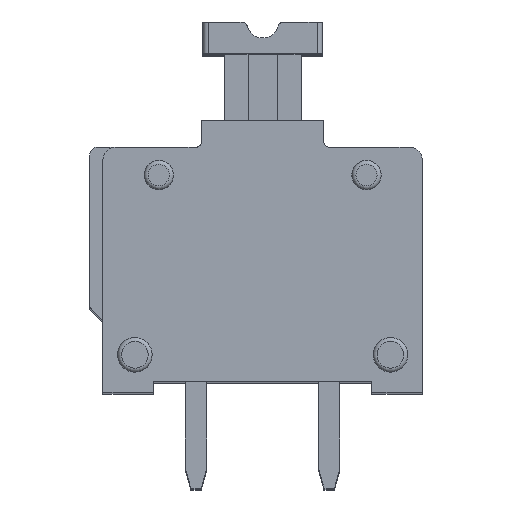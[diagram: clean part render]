
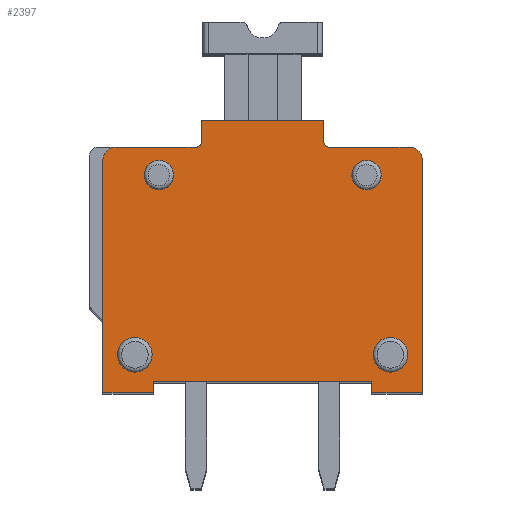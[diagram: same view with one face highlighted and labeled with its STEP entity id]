
A CAD part, top view. The second image highlights one B-rep face of the part: STEP entity #2397.
In plain terms, the highlighted planar face has unit normal (0, 0, 1).
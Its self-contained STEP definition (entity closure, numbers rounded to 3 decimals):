
#2397 = ADVANCED_FACE( '', ( #4922, #4923, #4924, #4925, #4926 ), #4927, .T. );
#4922 = FACE_OUTER_BOUND( '', #7526, .T. );
#4923 = FACE_BOUND( '', #7527, .T. );
#4924 = FACE_BOUND( '', #7528, .T. );
#4925 = FACE_BOUND( '', #7529, .T. );
#4926 = FACE_BOUND( '', #7530, .T. );
#4927 = PLANE( '', #7531 );
#7526 = EDGE_LOOP( '', ( #14725, #14726, #14727, #14728, #14729, #14730, #14731, #14732, #14733, #14734, #14735, #14736, #14737, #14738, #14739, #14740 ) );
#7527 = EDGE_LOOP( '', ( #14741 ) );
#7528 = EDGE_LOOP( '', ( #14742 ) );
#7529 = EDGE_LOOP( '', ( #14743 ) );
#7530 = EDGE_LOOP( '', ( #14744 ) );
#7531 = AXIS2_PLACEMENT_3D( '', #14745, #14746, #14747 );
#14725 = ORIENTED_EDGE( '', *, *, #17177, .T. );
#14726 = ORIENTED_EDGE( '', *, *, #18472, .T. );
#14727 = ORIENTED_EDGE( '', *, *, #16328, .F. );
#14728 = ORIENTED_EDGE( '', *, *, #18386, .F. );
#14729 = ORIENTED_EDGE( '', *, *, #18338, .F. );
#14730 = ORIENTED_EDGE( '', *, *, #17125, .T. );
#14731 = ORIENTED_EDGE( '', *, *, #18052, .F. );
#14732 = ORIENTED_EDGE( '', *, *, #17246, .F. );
#14733 = ORIENTED_EDGE( '', *, *, #17531, .T. );
#14734 = ORIENTED_EDGE( '', *, *, #18473, .T. );
#14735 = ORIENTED_EDGE( '', *, *, #16910, .T. );
#14736 = ORIENTED_EDGE( '', *, *, #18378, .T. );
#14737 = ORIENTED_EDGE( '', *, *, #17666, .T. );
#14738 = ORIENTED_EDGE( '', *, *, #18474, .F. );
#14739 = ORIENTED_EDGE( '', *, *, #16734, .T. );
#14740 = ORIENTED_EDGE( '', *, *, #17984, .F. );
#14741 = ORIENTED_EDGE( '', *, *, #18407, .F. );
#14742 = ORIENTED_EDGE( '', *, *, #15905, .F. );
#14743 = ORIENTED_EDGE( '', *, *, #17299, .F. );
#14744 = ORIENTED_EDGE( '', *, *, #15697, .F. );
#14745 = CARTESIAN_POINT( '', ( 5.954, 7.756, 3.54 ) );
#14746 = DIRECTION( '', ( 0., 0., 1. ) );
#14747 = DIRECTION( '', ( 1., 0., 0. ) );
#15697 = EDGE_CURVE( '', #18842, #18842, #18843, .T. );
#15905 = EDGE_CURVE( '', #19206, #19206, #19207, .T. );
#16328 = EDGE_CURVE( '', #19940, #19942, #19943, .T. );
#16734 = EDGE_CURVE( '', #20610, #20618, #20620, .T. );
#16910 = EDGE_CURVE( '', #20900, #20898, #20901, .T. );
#17125 = EDGE_CURVE( '', #21234, #21232, #21235, .T. );
#17177 = EDGE_CURVE( '', #21302, #21311, #21313, .T. );
#17246 = EDGE_CURVE( '', #21407, #21409, #21410, .T. );
#17299 = EDGE_CURVE( '', #21485, #21485, #21486, .T. );
#17531 = EDGE_CURVE( '', #21407, #21829, #21831, .T. );
#17666 = EDGE_CURVE( '', #22023, #22021, #22024, .T. );
#17984 = EDGE_CURVE( '', #21302, #20618, #22419, .T. );
#18052 = EDGE_CURVE( '', #21409, #21232, #22500, .T. );
#18338 = EDGE_CURVE( '', #21234, #22820, #22821, .T. );
#18378 = EDGE_CURVE( '', #20898, #22023, #22867, .T. );
#18386 = EDGE_CURVE( '', #22820, #19940, #22875, .T. );
#18407 = EDGE_CURVE( '', #22897, #22897, #22898, .T. );
#18472 = EDGE_CURVE( '', #21311, #19942, #22964, .T. );
#18473 = EDGE_CURVE( '', #21829, #20900, #22965, .T. );
#18474 = EDGE_CURVE( '', #20610, #22021, #22966, .T. );
#18842 = VERTEX_POINT( '', #23428 );
#18843 = CIRCLE( '', #23429, 0.55 );
#19206 = VERTEX_POINT( '', #24058 );
#19207 = CIRCLE( '', #24059, 0.55 );
#19940 = VERTEX_POINT( '', #25139 );
#19942 = VERTEX_POINT( '', #25142 );
#19943 = LINE( '', #25143, #25144 );
#20610 = VERTEX_POINT( '', #26137 );
#20618 = VERTEX_POINT( '', #26149 );
#20620 = LINE( '', #26152, #26153 );
#20898 = VERTEX_POINT( '', #26593 );
#20900 = VERTEX_POINT( '', #26596 );
#20901 = LINE( '', #26597, #26598 );
#21232 = VERTEX_POINT( '', #27081 );
#21234 = VERTEX_POINT( '', #27084 );
#21235 = LINE( '', #27085, #27086 );
#21302 = VERTEX_POINT( '', #27185 );
#21311 = VERTEX_POINT( '', #27198 );
#21313 = LINE( '', #27201, #27202 );
#21407 = VERTEX_POINT( '', #27336 );
#21409 = VERTEX_POINT( '', #27339 );
#21410 = CIRCLE( '', #27340, 0.5 );
#21485 = VERTEX_POINT( '', #27447 );
#21486 = CIRCLE( '', #27448, 0.65 );
#21829 = VERTEX_POINT( '', #28007 );
#21831 = LINE( '', #28010, #28011 );
#22021 = VERTEX_POINT( '', #28341 );
#22023 = VERTEX_POINT( '', #28344 );
#22024 = LINE( '', #28345, #28346 );
#22419 = CIRCLE( '', #28956, 0.5 );
#22500 = LINE( '', #29080, #29081 );
#22820 = VERTEX_POINT( '', #29536 );
#22821 = LINE( '', #29537, #29538 );
#22867 = LINE( '', #29600, #29601 );
#22875 = LINE( '', #29612, #29613 );
#22897 = VERTEX_POINT( '', #29644 );
#22898 = CIRCLE( '', #29645, 0.65 );
#22964 = LINE( '', #29729, #29730 );
#22965 = CIRCLE( '', #29731, 0.2 );
#22966 = CIRCLE( '', #29732, 0.2 );
#23428 = CARTESIAN_POINT( '', ( 2.65, 8.15, 3.54 ) );
#23429 = AXIS2_PLACEMENT_3D( '', #30025, #30026, #30027 );
#24058 = CARTESIAN_POINT( '', ( 10.45, 8.15, 3.54 ) );
#24059 = AXIS2_PLACEMENT_3D( '', #30222, #30223, #30224 );
#25139 = CARTESIAN_POINT( '', ( 1.9, 0.4, 3.54 ) );
#25142 = CARTESIAN_POINT( '', ( 1.9, 0., 3.54 ) );
#25143 = CARTESIAN_POINT( '', ( 1.9, 7.285, 3.54 ) );
#25144 = VECTOR( '', #30660, 1000. );
#26137 = CARTESIAN_POINT( '', ( 3.5, 9.2, 3.54 ) );
#26149 = CARTESIAN_POINT( '', ( 0.5, 9.2, 3.54 ) );
#26152 = CARTESIAN_POINT( '', ( 7.771, 9.2, 3.54 ) );
#26153 = VECTOR( '', #31052, 1000. );
#26593 = CARTESIAN_POINT( '', ( 8.3, 10.2, 3.54 ) );
#26596 = CARTESIAN_POINT( '', ( 8.3, 9.4, 3.54 ) );
#26597 = CARTESIAN_POINT( '', ( 8.3, 7.285, 3.54 ) );
#26598 = VECTOR( '', #31237, 1000. );
#27081 = CARTESIAN_POINT( '', ( 12., 0., 3.54 ) );
#27084 = CARTESIAN_POINT( '', ( 10.1, 0., 3.54 ) );
#27085 = CARTESIAN_POINT( '', ( 7.771, 0., 3.54 ) );
#27086 = VECTOR( '', #31430, 1000. );
#27185 = CARTESIAN_POINT( '', ( 0., 8.7, 3.54 ) );
#27198 = CARTESIAN_POINT( '', ( 0., 0., 3.54 ) );
#27201 = CARTESIAN_POINT( '', ( 0., 7.285, 3.54 ) );
#27202 = VECTOR( '', #31471, 1000. );
#27336 = CARTESIAN_POINT( '', ( 11.5, 9.2, 3.54 ) );
#27339 = CARTESIAN_POINT( '', ( 12., 8.7, 3.54 ) );
#27340 = AXIS2_PLACEMENT_3D( '', #31534, #31535, #31536 );
#27447 = CARTESIAN_POINT( '', ( 1.85, 1.4, 3.54 ) );
#27448 = AXIS2_PLACEMENT_3D( '', #31584, #31585, #31586 );
#28007 = CARTESIAN_POINT( '', ( 8.5, 9.2, 3.54 ) );
#28010 = CARTESIAN_POINT( '', ( 7.771, 9.2, 3.54 ) );
#28011 = VECTOR( '', #31816, 1000. );
#28341 = CARTESIAN_POINT( '', ( 3.7, 9.4, 3.54 ) );
#28344 = CARTESIAN_POINT( '', ( 3.7, 10.2, 3.54 ) );
#28345 = CARTESIAN_POINT( '', ( 3.7, 7.285, 3.54 ) );
#28346 = VECTOR( '', #31934, 1000. );
#28956 = AXIS2_PLACEMENT_3D( '', #32222, #32223, #32224 );
#29080 = CARTESIAN_POINT( '', ( 12., 7.285, 3.54 ) );
#29081 = VECTOR( '', #32277, 1000. );
#29536 = CARTESIAN_POINT( '', ( 10.1, 0.4, 3.54 ) );
#29537 = CARTESIAN_POINT( '', ( 10.1, 7.285, 3.54 ) );
#29538 = VECTOR( '', #32473, 1000. );
#29600 = CARTESIAN_POINT( '', ( 7.771, 10.2, 3.54 ) );
#29601 = VECTOR( '', #32502, 1000. );
#29612 = CARTESIAN_POINT( '', ( 7.771, 0.4, 3.54 ) );
#29613 = VECTOR( '', #32506, 1000. );
#29644 = CARTESIAN_POINT( '', ( 11.45, 1.4, 3.54 ) );
#29645 = AXIS2_PLACEMENT_3D( '', #32516, #32517, #32518 );
#29729 = CARTESIAN_POINT( '', ( 7.771, 0., 3.54 ) );
#29730 = VECTOR( '', #32546, 1000. );
#29731 = AXIS2_PLACEMENT_3D( '', #32547, #32548, #32549 );
#29732 = AXIS2_PLACEMENT_3D( '', #32550, #32551, #32552 );
#30025 = CARTESIAN_POINT( '', ( 2.1, 8.15, 3.54 ) );
#30026 = DIRECTION( '', ( 0., 0., 1. ) );
#30027 = DIRECTION( '', ( 1., 0., 0. ) );
#30222 = CARTESIAN_POINT( '', ( 9.9, 8.15, 3.54 ) );
#30223 = DIRECTION( '', ( 0., 0., 1. ) );
#30224 = DIRECTION( '', ( 1., 0., 0. ) );
#30660 = DIRECTION( '', ( 0., -1., 0. ) );
#31052 = DIRECTION( '', ( -1., 0., 0. ) );
#31237 = DIRECTION( '', ( 0., 1., 0. ) );
#31430 = DIRECTION( '', ( 1., 0., 0. ) );
#31471 = DIRECTION( '', ( 0., -1., 0. ) );
#31534 = CARTESIAN_POINT( '', ( 11.5, 8.7, 3.54 ) );
#31535 = DIRECTION( '', ( 0., 0., -1. ) );
#31536 = DIRECTION( '', ( -1., 0., 0. ) );
#31584 = CARTESIAN_POINT( '', ( 1.2, 1.4, 3.54 ) );
#31585 = DIRECTION( '', ( 0., 0., 1. ) );
#31586 = DIRECTION( '', ( 1., 0., 0. ) );
#31816 = DIRECTION( '', ( -1., 0., 0. ) );
#31934 = DIRECTION( '', ( 0., -1., 0. ) );
#32222 = CARTESIAN_POINT( '', ( 0.5, 8.7, 3.54 ) );
#32223 = DIRECTION( '', ( 0., 0., -1. ) );
#32224 = DIRECTION( '', ( -1., 0., 0. ) );
#32277 = DIRECTION( '', ( 0., -1., 0. ) );
#32473 = DIRECTION( '', ( 0., 1., 0. ) );
#32502 = DIRECTION( '', ( -1., 0., 0. ) );
#32506 = DIRECTION( '', ( -1., 0., 0. ) );
#32516 = CARTESIAN_POINT( '', ( 10.8, 1.4, 3.54 ) );
#32517 = DIRECTION( '', ( 0., 0., 1. ) );
#32518 = DIRECTION( '', ( 1., 0., 0. ) );
#32546 = DIRECTION( '', ( 1., 0., 0. ) );
#32547 = CARTESIAN_POINT( '', ( 8.5, 9.4, 3.54 ) );
#32548 = DIRECTION( '', ( 0., 0., -1. ) );
#32549 = DIRECTION( '', ( -1., 0., 0. ) );
#32550 = CARTESIAN_POINT( '', ( 3.5, 9.4, 3.54 ) );
#32551 = DIRECTION( '', ( 0., 0., 1. ) );
#32552 = DIRECTION( '', ( 1., 0., 0. ) );
